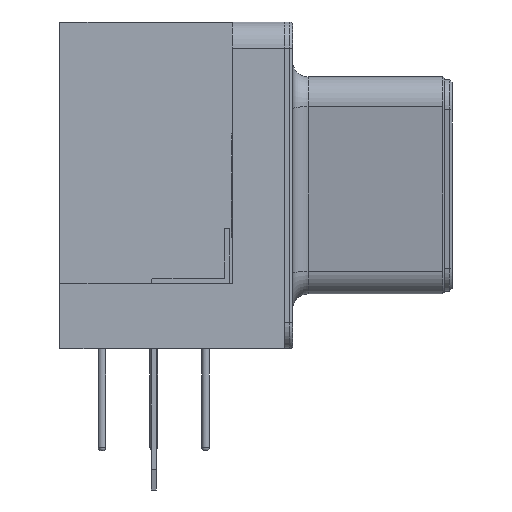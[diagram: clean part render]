
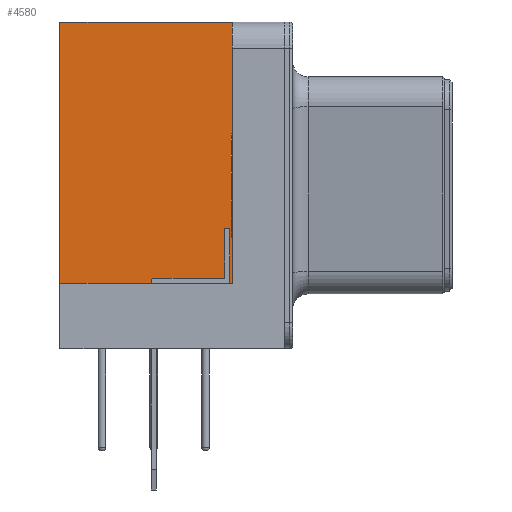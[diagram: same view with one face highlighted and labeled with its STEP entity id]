
A CAD part, left-side view. The second image highlights one B-rep face of the part: STEP entity #4580.
In plain terms, the highlighted planar face has unit normal (-1, 0, 0).
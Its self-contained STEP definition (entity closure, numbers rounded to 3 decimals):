
#3464 = VERTEX_POINT('',#3465);
#3465 = CARTESIAN_POINT('',(-22.688,1.61,12.5));
#3471 = EDGE_CURVE('',#3472,#3464,#3474,.T.);
#3472 = VERTEX_POINT('',#3473);
#3473 = CARTESIAN_POINT('',(-22.688,-4.99,12.5));
#3474 = LINE('',#3475,#3476);
#3475 = CARTESIAN_POINT('',(-22.688,-5.99,12.5));
#3476 = VECTOR('',#3477,1.);
#3477 = DIRECTION('',(0.,1.,0.));
#4407 = EDGE_CURVE('',#4408,#3464,#4410,.T.);
#4408 = VERTEX_POINT('',#4409);
#4409 = CARTESIAN_POINT('',(-22.688,1.61,2.5));
#4410 = LINE('',#4411,#4412);
#4411 = CARTESIAN_POINT('',(-22.688,1.61,4.375));
#4412 = VECTOR('',#4413,1.);
#4413 = DIRECTION('',(0.,0.,1.));
#4554 = VERTEX_POINT('',#4555);
#4555 = CARTESIAN_POINT('',(-22.688,-4.99,2.5));
#4561 = EDGE_CURVE('',#4554,#3472,#4562,.T.);
#4562 = LINE('',#4563,#4564);
#4563 = CARTESIAN_POINT('',(-22.688,-4.99,2.5));
#4564 = VECTOR('',#4565,1.);
#4565 = DIRECTION('',(0.,0.,1.));
#4580 = ADVANCED_FACE('',(#4581),#4592,.F.);
#4581 = FACE_BOUND('',#4582,.F.);
#4582 = EDGE_LOOP('',(#4583,#4584,#4590,#4591));
#4583 = ORIENTED_EDGE('',*,*,#4561,.F.);
#4584 = ORIENTED_EDGE('',*,*,#4585,.T.);
#4585 = EDGE_CURVE('',#4554,#4408,#4586,.T.);
#4586 = LINE('',#4587,#4588);
#4587 = CARTESIAN_POINT('',(-22.688,-4.99,2.5));
#4588 = VECTOR('',#4589,1.);
#4589 = DIRECTION('',(0.,1.,0.));
#4590 = ORIENTED_EDGE('',*,*,#4407,.T.);
#4591 = ORIENTED_EDGE('',*,*,#3471,.F.);
#4592 = PLANE('',#4593);
#4593 = AXIS2_PLACEMENT_3D('',#4594,#4595,#4596);
#4594 = CARTESIAN_POINT('',(-22.688,-4.99,2.5));
#4595 = DIRECTION('',(1.,0.,0.));
#4596 = DIRECTION('',(0.,0.,1.));
